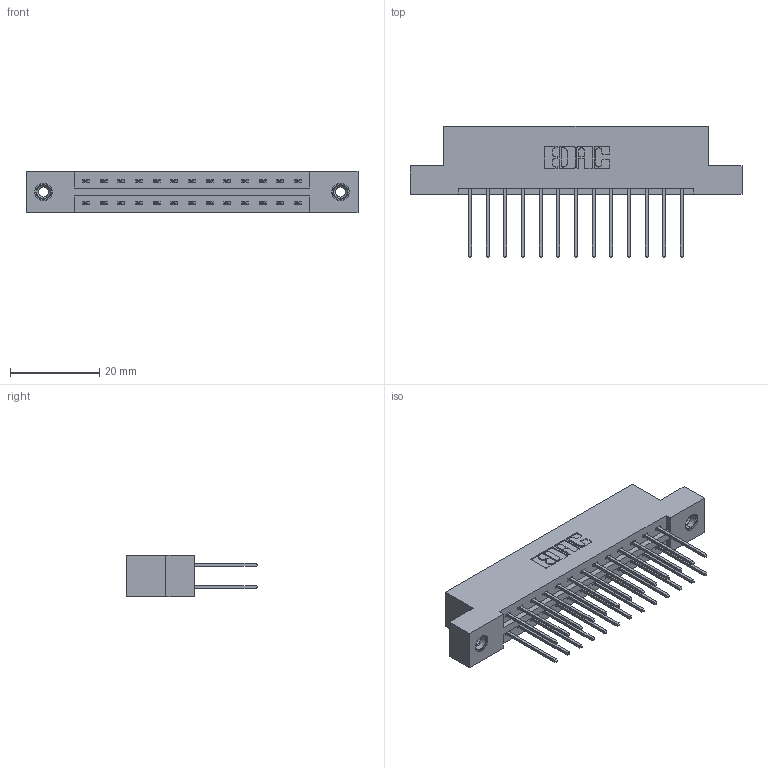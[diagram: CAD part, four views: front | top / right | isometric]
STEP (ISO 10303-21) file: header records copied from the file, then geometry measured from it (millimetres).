
FILE_DESCRIPTION (( 'STEP AP203' ), '1' );
FILE_NAME ('337-026-540-208.STEP', '2018-08-06T05:05:23', ( '' ), ( '' ), 'SwSTEP 2.0', 'SolidWorks 2016', '' );
FILE_SCHEMA (( 'CONFIG_CONTROL_DESIGN' ));
Length unit declared in the file: inch
Products named in the file (4): 337 Part_Flush Mounting Lugs - 0.156 Dia-TI; 345-292-001_345-293-140; 345-250-001_345-250-003-102; 337-026-540-208
Assembly tree (29 placements, depth 2):
  337-026-540-208
    337 Part_Flush Mounting Lugs - 0.156 Dia-TI
    345-292-001_345-293-140  x26
    345-250-001_345-250-003-102  x2
Bounding box: 74.52 x 29.47 x 9.4 mm (x, y, z)
Volume: 7559.9 mm3; surface area: 8776 mm2
Topology: 29 solids, 29 shells, 1578 faces, 4633 edges, 3046 vertices
Faces by surface type: plane 1090, cylinder 472, cone 12, torus 4
Entity records: 15034 total; most frequent: CARTESIAN_POINT 2537, ORIENTED_EDGE 2466, DIRECTION 2243, EDGE_CURVE 1233, LINE 1085, VECTOR 1085, VERTEX_POINT 816, AXIS2_PLACEMENT_3D 579
